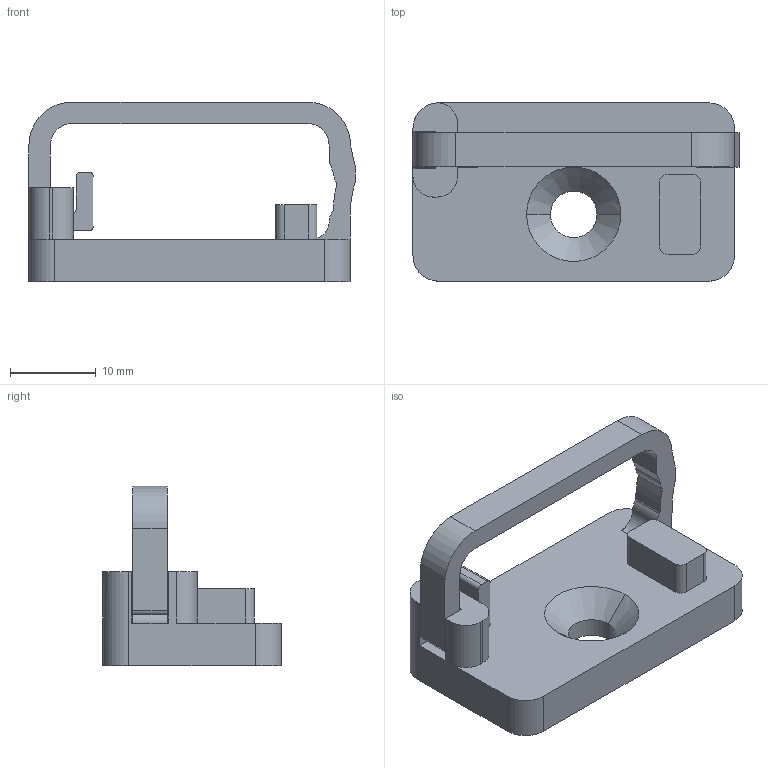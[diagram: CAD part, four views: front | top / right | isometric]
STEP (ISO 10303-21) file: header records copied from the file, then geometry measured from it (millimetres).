
FILE_DESCRIPTION(('Creo Elements/Direct Modeling STEP Export'),'2;1');
FILE_NAME('44.0500.5_Kabelhalter_40x20.stp','2022-03-21T 9:02:29',(''),(''),'PTC Creo Elements/Direct Modeling STEP processor for AP214 (Solid Model)','PTC Creo Elements/Direct Modeling 19.0C 15-Aug-2015 (C) Parametric Technology GmbH','');
FILE_SCHEMA(('AUTOMOTIVE_DESIGN { 1 0 10303 214 1 1 1 1 }'));
Length unit declared in the file: millimetre
Products named in the file (1): Kabelhalter_40x20_44.0500.5_PX175518
Bounding box: 38.03 x 20.8 x 20.97 mm (x, y, z)
Volume: 4720.2 mm3; surface area: 3331.5 mm2
Topology: 1 solids, 1 shells, 70 faces, 214 edges, 142 vertices
Faces by surface type: plane 37, cylinder 31, cone 2
Entity records: 2430 total; most frequent: ORIENTED_EDGE 428, CARTESIAN_POINT 424, DIRECTION 415, EDGE_CURVE 214, VECTOR 149, LINE 149, VERTEX_POINT 142, AXIS2_PLACEMENT_3D 133
